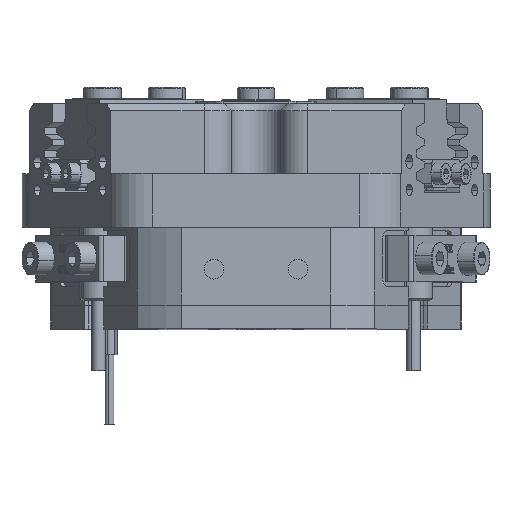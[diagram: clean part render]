
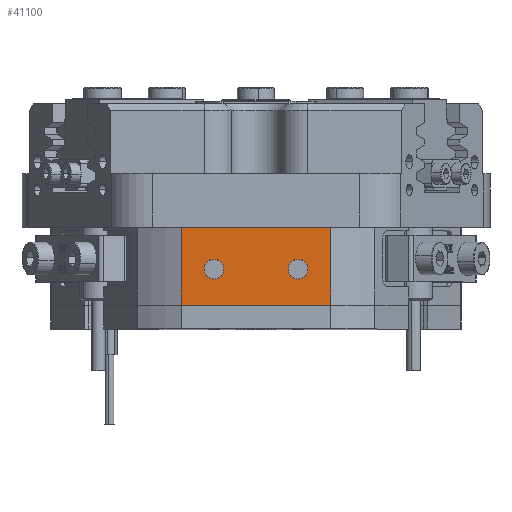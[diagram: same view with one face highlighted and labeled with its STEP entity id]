
A CAD part, top view. The second image highlights one B-rep face of the part: STEP entity #41100.
In plain terms, the highlighted planar face has unit normal (0, 0, 1).
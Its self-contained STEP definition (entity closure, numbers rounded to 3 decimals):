
#253 = VERTEX_POINT ( 'NONE', #52180 ) ;
#1502 = CIRCLE ( 'NONE', #27635, 2.1 ) ;
#1876 = EDGE_CURVE ( 'NONE', #40590, #57837, #3827, .T. ) ;
#1905 = CARTESIAN_POINT ( 'NONE',  ( -15.969, 16.7, 41. ) ) ;
#2783 = VERTEX_POINT ( 'NONE', #56634 ) ;
#3186 = CIRCLE ( 'NONE', #25315, 2.1 ) ;
#3604 = FACE_BOUND ( 'NONE', #18888, .T. ) ;
#3635 = PLANE ( 'NONE',  #12609 ) ;
#3827 = CIRCLE ( 'NONE', #19677, 2.1 ) ;
#4489 = LINE ( 'NONE', #19505, #15904 ) ;
#6134 = AXIS2_PLACEMENT_3D ( 'NONE', #25497, #39201, #38783 ) ;
#6914 = ORIENTED_EDGE ( 'NONE', *, *, #41714, .F. ) ;
#7625 = ORIENTED_EDGE ( 'NONE', *, *, #1876, .F. ) ;
#9073 = CARTESIAN_POINT ( 'NONE',  ( -71.014, 0., 41. ) ) ;
#9615 = LINE ( 'NONE', #32810, #13162 ) ;
#11423 = CIRCLE ( 'NONE', #6134, 2.1 ) ;
#12572 = DIRECTION ( 'NONE',  ( 0., 0., 1. ) ) ;
#12609 = AXIS2_PLACEMENT_3D ( 'NONE', #58373, #49867, #22746 ) ;
#13162 = VECTOR ( 'NONE', #36972, 1000. ) ;
#13882 = DIRECTION ( 'NONE',  ( -1., 0., 0. ) ) ;
#15904 = VECTOR ( 'NONE', #19683, 1000. ) ;
#15906 = CARTESIAN_POINT ( 'NONE',  ( -11.1, 7.7, 41. ) ) ;
#17428 = LINE ( 'NONE', #9073, #47939 ) ;
#18888 = EDGE_LOOP ( 'NONE', ( #7625, #53847 ) ) ;
#19505 = CARTESIAN_POINT ( 'NONE',  ( -71.014, 16.7, 41. ) ) ;
#19677 = AXIS2_PLACEMENT_3D ( 'NONE', #55495, #37651, #24166 ) ;
#19683 = DIRECTION ( 'NONE',  ( -1., 0., 0. ) ) ;
#19805 = EDGE_CURVE ( 'NONE', #30313, #2783, #9615, .T. ) ;
#21214 = EDGE_CURVE ( 'NONE', #2783, #39270, #4489, .T. ) ;
#21238 = VERTEX_POINT ( 'NONE', #43841 ) ;
#22746 = DIRECTION ( 'NONE',  ( 1., 0., 0. ) ) ;
#24166 = DIRECTION ( 'NONE',  ( 1., 0., 0. ) ) ;
#24282 = FACE_BOUND ( 'NONE', #48022, .T. ) ;
#25099 = DIRECTION ( 'NONE',  ( 1., 0., 0. ) ) ;
#25315 = AXIS2_PLACEMENT_3D ( 'NONE', #52450, #52246, #25099 ) ;
#25334 = ORIENTED_EDGE ( 'NONE', *, *, #19805, .T. ) ;
#25497 = CARTESIAN_POINT ( 'NONE',  ( -9., 7.7, 41. ) ) ;
#27635 = AXIS2_PLACEMENT_3D ( 'NONE', #57583, #12572, #30452 ) ;
#28247 = EDGE_CURVE ( 'NONE', #30313, #21238, #17428, .T. ) ;
#29877 = ORIENTED_EDGE ( 'NONE', *, *, #48128, .F. ) ;
#30292 = ORIENTED_EDGE ( 'NONE', *, *, #52800, .T. ) ;
#30313 = VERTEX_POINT ( 'NONE', #53776 ) ;
#30452 = DIRECTION ( 'NONE',  ( 1., 0., 0. ) ) ;
#32810 = CARTESIAN_POINT ( 'NONE',  ( 15.969, 16.7, 41. ) ) ;
#34529 = CARTESIAN_POINT ( 'NONE',  ( 11.1, 7.7, 41. ) ) ;
#36972 = DIRECTION ( 'NONE',  ( 0., 1., 0. ) ) ;
#37054 = ORIENTED_EDGE ( 'NONE', *, *, #28247, .F. ) ;
#37651 = DIRECTION ( 'NONE',  ( 0., 0., 1. ) ) ;
#37763 = FACE_OUTER_BOUND ( 'NONE', #45281, .T. ) ;
#38783 = DIRECTION ( 'NONE',  ( 1., 0., 0. ) ) ;
#39192 = DIRECTION ( 'NONE',  ( 0., -1., 0. ) ) ;
#39201 = DIRECTION ( 'NONE',  ( 0., 0., 1. ) ) ;
#39270 = VERTEX_POINT ( 'NONE', #1905 ) ;
#40590 = VERTEX_POINT ( 'NONE', #34529 ) ;
#41100 = ADVANCED_FACE ( 'NONE', ( #24282, #3604, #37763 ), #3635, .T. ) ;
#41714 = EDGE_CURVE ( 'NONE', #253, #56213, #11423, .T. ) ;
#43841 = CARTESIAN_POINT ( 'NONE',  ( -15.969, 0., 41. ) ) ;
#45281 = EDGE_LOOP ( 'NONE', ( #30292, #37054, #25334, #55214 ) ) ;
#46064 = EDGE_CURVE ( 'NONE', #57837, #40590, #3186, .T. ) ;
#46636 = VECTOR ( 'NONE', #39192, 1000. ) ;
#47283 = CARTESIAN_POINT ( 'NONE',  ( -15.969, 16.7, 41. ) ) ;
#47939 = VECTOR ( 'NONE', #13882, 1000. ) ;
#48022 = EDGE_LOOP ( 'NONE', ( #6914, #29877 ) ) ;
#48128 = EDGE_CURVE ( 'NONE', #56213, #253, #1502, .T. ) ;
#49867 = DIRECTION ( 'NONE',  ( 0., 0., 1. ) ) ;
#52180 = CARTESIAN_POINT ( 'NONE',  ( -6.9, 7.7, 41. ) ) ;
#52246 = DIRECTION ( 'NONE',  ( 0., 0., 1. ) ) ;
#52450 = CARTESIAN_POINT ( 'NONE',  ( 9., 7.7, 41. ) ) ;
#52800 = EDGE_CURVE ( 'NONE', #39270, #21238, #58661, .T. ) ;
#53776 = CARTESIAN_POINT ( 'NONE',  ( 15.969, 0., 41. ) ) ;
#53847 = ORIENTED_EDGE ( 'NONE', *, *, #46064, .F. ) ;
#55214 = ORIENTED_EDGE ( 'NONE', *, *, #21214, .T. ) ;
#55495 = CARTESIAN_POINT ( 'NONE',  ( 9., 7.7, 41. ) ) ;
#56213 = VERTEX_POINT ( 'NONE', #15906 ) ;
#56634 = CARTESIAN_POINT ( 'NONE',  ( 15.969, 16.7, 41. ) ) ;
#57583 = CARTESIAN_POINT ( 'NONE',  ( -9., 7.7, 41. ) ) ;
#57837 = VERTEX_POINT ( 'NONE', #58867 ) ;
#58373 = CARTESIAN_POINT ( 'NONE',  ( -71.014, 276.72, 41. ) ) ;
#58661 = LINE ( 'NONE', #47283, #46636 ) ;
#58867 = CARTESIAN_POINT ( 'NONE',  ( 6.9, 7.7, 41. ) ) ;
